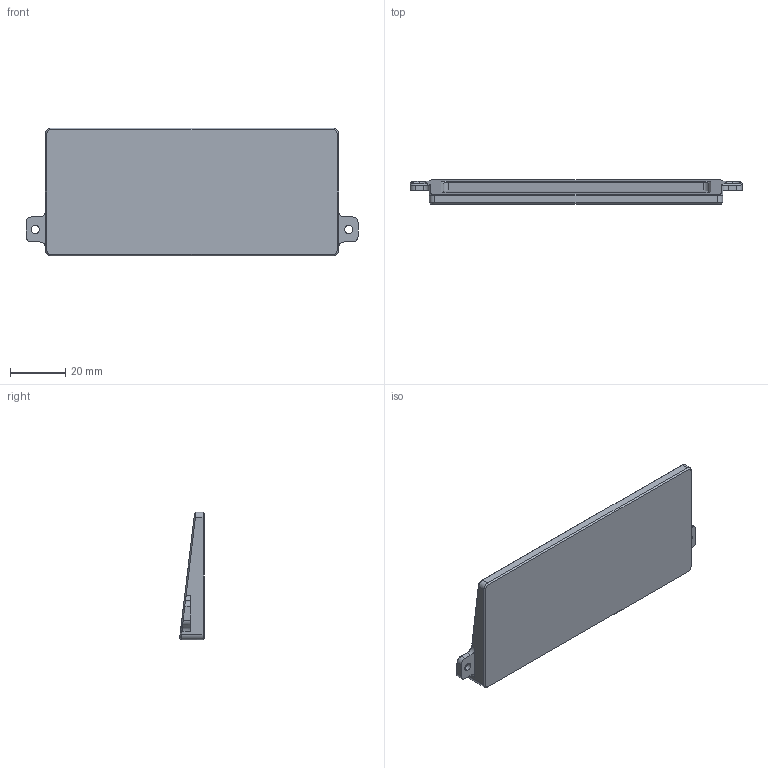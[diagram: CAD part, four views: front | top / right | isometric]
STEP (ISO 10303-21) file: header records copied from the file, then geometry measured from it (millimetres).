
FILE_DESCRIPTION (( 'STEP AP214' ), '1' );
FILE_NAME ('right.STEP', '2024-05-16T15:44:20', ( '' ), ( '' ), 'SwSTEP 2.0', 'SolidWorks 2023', '' );
FILE_SCHEMA (( 'AUTOMOTIVE_DESIGN' ));
Length unit declared in the file: millimetre
Products named in the file (1): right
Bounding box: 119.7 x 8.93 x 46 mm (x, y, z)
Volume: 18811.5 mm3; surface area: 12601.6 mm2
Topology: 1 solids, 1 shells, 83 faces, 196 edges, 116 vertices
Faces by surface type: plane 39, cylinder 20, cone 12, bspline 12
Entity records: 3315 total; most frequent: CARTESIAN_POINT 1510, ORIENTED_EDGE 392, DIRECTION 324, EDGE_CURVE 196, VERTEX_POINT 116, AXIS2_PLACEMENT_3D 108, LINE 108, VECTOR 108
